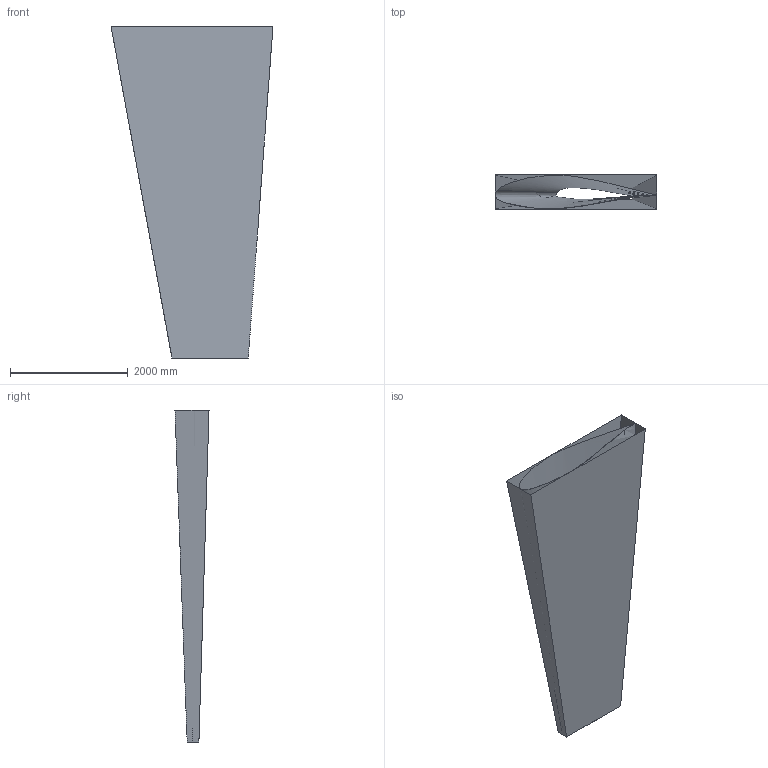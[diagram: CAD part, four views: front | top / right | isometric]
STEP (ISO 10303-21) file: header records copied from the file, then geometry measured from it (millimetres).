
FILE_DESCRIPTION(/* description */ ('STEP AP214'),/* implementation_level */ '2;1');
FILE_NAME(/* name */ '6667b7db1e740f0e61197724',/* time_stamp */ '2024-06-11T02:35:08Z',/* author */ (''),/* organization */ (''),/* preprocessor_version */ 'ST-DEVELOPER v20',/* originating_system */ ' ',/* authorisation */ ' ');
FILE_SCHEMA (('AUTOMOTIVE_DESIGN {1 0 10303 214 3 1 1}'));
Length unit declared in the file: metre
Products named in the file (27): Curve 20; Curve 19; Curve 18; Curve 17; Curve 16; Curve 15; Curve 14; Curve 13; Curve 12; Curve 11; Curve 10; Curve 9; Curve 8; Curve 7; Curve 6; Curve 5; Curve 4; Surface 7; Surface 6; Curve 3; Curve 2; Curve 1; Boolean; Surface 4; Surface 3; Surface 2; Surface 1
Bounding box: 2752.96 x 578.51 x 5643 mm (x, y, z)
Surface area: 102166789.9 mm2 (no closed solid volume)
Topology: 0 solids, 7 shells, 12 faces, 59 edges, 69 vertices
Faces by surface type: plane 8, bspline 4
Entity records: 9655 total; most frequent: CARTESIAN_POINT 8501, DIRECTION 99, PRESENTATION_STYLE_ASSIGNMENT 51, STYLED_ITEM 47, ORIENTED_EDGE 45, CURVE_STYLE 40, DRAUGHTING_PRE_DEFINED_CURVE_FONT 40, EDGE_CURVE 38
